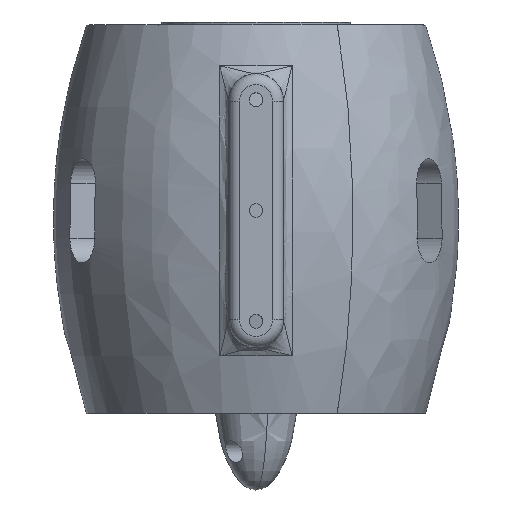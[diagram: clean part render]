
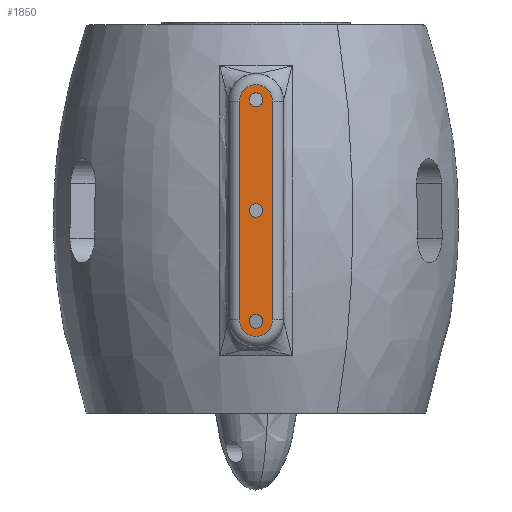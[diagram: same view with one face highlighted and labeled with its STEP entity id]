
A CAD part, top view. The second image highlights one B-rep face of the part: STEP entity #1850.
In plain terms, the highlighted planar face has unit normal (0, 0, 1).
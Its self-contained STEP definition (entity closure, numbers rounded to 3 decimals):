
#1707=CARTESIAN_POINT('Vertex',(-1.25,20.25,43.5)) ;
#1710=CARTESIAN_POINT('Axis2P3D Location',(0.,20.25,43.5)) ;
#1714=CARTESIAN_POINT('Vertex',(1.25,20.25,43.5)) ;
#1743=CARTESIAN_POINT('Axis2P3D Location',(0.,20.25,43.5)) ;
#1755=CARTESIAN_POINT('Axis2P3D Location',(0.,0.,43.5)) ;
#1760=CARTESIAN_POINT('Axis2P3D Location',(0.,-20.,43.5)) ;
#1764=CARTESIAN_POINT('Vertex',(3.,-20.,43.5)) ;
#1766=CARTESIAN_POINT('Vertex',(0.,-23.,43.5)) ;
#1769=CARTESIAN_POINT('Line Origine',(3.,0.,43.5)) ;
#1773=CARTESIAN_POINT('Vertex',(3.,20.,43.5)) ;
#1776=CARTESIAN_POINT('Axis2P3D Location',(0.,20.,43.5)) ;
#1780=CARTESIAN_POINT('Vertex',(0.,23.,43.5)) ;
#1783=CARTESIAN_POINT('Axis2P3D Location',(0.,20.,43.5)) ;
#1787=CARTESIAN_POINT('Vertex',(-3.,20.,43.5)) ;
#1790=CARTESIAN_POINT('Line Origine',(-3.,0.,43.5)) ;
#1794=CARTESIAN_POINT('Vertex',(-3.,-20.,43.5)) ;
#1797=CARTESIAN_POINT('Axis2P3D Location',(0.,-20.,43.5)) ;
#1814=CARTESIAN_POINT('Axis2P3D Location',(0.,-20.25,43.5)) ;
#1818=CARTESIAN_POINT('Vertex',(-1.25,-20.25,43.5)) ;
#1820=CARTESIAN_POINT('Vertex',(1.25,-20.25,43.5)) ;
#1823=CARTESIAN_POINT('Axis2P3D Location',(0.,-20.25,43.5)) ;
#1832=CARTESIAN_POINT('Axis2P3D Location',(0.,0.,43.5)) ;
#1836=CARTESIAN_POINT('Vertex',(-1.25,0.,43.5)) ;
#1838=CARTESIAN_POINT('Vertex',(1.25,0.,43.5)) ;
#1841=CARTESIAN_POINT('Axis2P3D Location',(0.,0.,43.5)) ;
#1711=DIRECTION('Axis2P3D Direction',(0.,0.,1.)) ;
#1744=DIRECTION('Axis2P3D Direction',(0.,0.,1.)) ;
#1756=DIRECTION('Axis2P3D Direction',(0.,0.,1.)) ;
#1757=DIRECTION('Axis2P3D XDirection',(1.,0.,0.)) ;
#1761=DIRECTION('Axis2P3D Direction',(0.,0.,1.)) ;
#1770=DIRECTION('Vector Direction',(0.,1.,0.)) ;
#1777=DIRECTION('Axis2P3D Direction',(0.,0.,1.)) ;
#1784=DIRECTION('Axis2P3D Direction',(0.,0.,1.)) ;
#1791=DIRECTION('Vector Direction',(0.,-1.,0.)) ;
#1798=DIRECTION('Axis2P3D Direction',(0.,0.,1.)) ;
#1815=DIRECTION('Axis2P3D Direction',(0.,0.,1.)) ;
#1824=DIRECTION('Axis2P3D Direction',(0.,0.,1.)) ;
#1833=DIRECTION('Axis2P3D Direction',(0.,0.,1.)) ;
#1842=DIRECTION('Axis2P3D Direction',(0.,0.,1.)) ;
#1712=AXIS2_PLACEMENT_3D('Circle Axis2P3D',#1710,#1711,$) ;
#1745=AXIS2_PLACEMENT_3D('Circle Axis2P3D',#1743,#1744,$) ;
#1758=AXIS2_PLACEMENT_3D('Plane Axis2P3D',#1755,#1756,#1757) ;
#1762=AXIS2_PLACEMENT_3D('Circle Axis2P3D',#1760,#1761,$) ;
#1778=AXIS2_PLACEMENT_3D('Circle Axis2P3D',#1776,#1777,$) ;
#1785=AXIS2_PLACEMENT_3D('Circle Axis2P3D',#1783,#1784,$) ;
#1799=AXIS2_PLACEMENT_3D('Circle Axis2P3D',#1797,#1798,$) ;
#1816=AXIS2_PLACEMENT_3D('Circle Axis2P3D',#1814,#1815,$) ;
#1825=AXIS2_PLACEMENT_3D('Circle Axis2P3D',#1823,#1824,$) ;
#1834=AXIS2_PLACEMENT_3D('Circle Axis2P3D',#1832,#1833,$) ;
#1843=AXIS2_PLACEMENT_3D('Circle Axis2P3D',#1841,#1842,$) ;
#1803=ORIENTED_EDGE('',*,*,#1768,.F.) ;
#1804=ORIENTED_EDGE('',*,*,#1775,.F.) ;
#1805=ORIENTED_EDGE('',*,*,#1782,.F.) ;
#1806=ORIENTED_EDGE('',*,*,#1789,.F.) ;
#1807=ORIENTED_EDGE('',*,*,#1796,.F.) ;
#1808=ORIENTED_EDGE('',*,*,#1801,.F.) ;
#1811=ORIENTED_EDGE('',*,*,#1716,.F.) ;
#1812=ORIENTED_EDGE('',*,*,#1747,.F.) ;
#1829=ORIENTED_EDGE('',*,*,#1822,.F.) ;
#1830=ORIENTED_EDGE('',*,*,#1827,.F.) ;
#1847=ORIENTED_EDGE('',*,*,#1840,.F.) ;
#1848=ORIENTED_EDGE('',*,*,#1845,.F.) ;
#1813=FACE_BOUND('',#1810,.T.) ;
#1831=FACE_BOUND('',#1828,.T.) ;
#1849=FACE_BOUND('',#1846,.T.) ;
#1771=VECTOR('Line Direction',#1770,1.) ;
#1792=VECTOR('Line Direction',#1791,1.) ;
#1850=ADVANCED_FACE('\X2\96F64EF651E04F554F53\X0\',(#1809,#1813,#1831,#1849),#1759,.T.) ;
#1713=CIRCLE('generated circle',#1712,1.25) ;
#1746=CIRCLE('generated circle',#1745,1.25) ;
#1763=CIRCLE('generated circle',#1762,3.) ;
#1779=CIRCLE('generated circle',#1778,3.) ;
#1786=CIRCLE('generated circle',#1785,3.) ;
#1800=CIRCLE('generated circle',#1799,3.) ;
#1817=CIRCLE('generated circle',#1816,1.25) ;
#1826=CIRCLE('generated circle',#1825,1.25) ;
#1835=CIRCLE('generated circle',#1834,1.25) ;
#1844=CIRCLE('generated circle',#1843,1.25) ;
#1716=EDGE_CURVE('',#1708,#1715,#1713,.T.) ;
#1747=EDGE_CURVE('',#1715,#1708,#1746,.T.) ;
#1768=EDGE_CURVE('',#1765,#1767,#1763,.F.) ;
#1775=EDGE_CURVE('',#1774,#1765,#1772,.F.) ;
#1782=EDGE_CURVE('',#1781,#1774,#1779,.F.) ;
#1789=EDGE_CURVE('',#1788,#1781,#1786,.F.) ;
#1796=EDGE_CURVE('',#1795,#1788,#1793,.F.) ;
#1801=EDGE_CURVE('',#1767,#1795,#1800,.F.) ;
#1822=EDGE_CURVE('',#1819,#1821,#1817,.T.) ;
#1827=EDGE_CURVE('',#1821,#1819,#1826,.T.) ;
#1840=EDGE_CURVE('',#1837,#1839,#1835,.T.) ;
#1845=EDGE_CURVE('',#1839,#1837,#1844,.T.) ;
#1802=EDGE_LOOP('',(#1803,#1804,#1805,#1806,#1807,#1808)) ;
#1810=EDGE_LOOP('',(#1811,#1812)) ;
#1828=EDGE_LOOP('',(#1829,#1830)) ;
#1846=EDGE_LOOP('',(#1847,#1848)) ;
#1809=FACE_OUTER_BOUND('',#1802,.T.) ;
#1772=LINE('Line',#1769,#1771) ;
#1793=LINE('Line',#1790,#1792) ;
#1759=PLANE('',#1758) ;
#1708=VERTEX_POINT('',#1707) ;
#1715=VERTEX_POINT('',#1714) ;
#1765=VERTEX_POINT('',#1764) ;
#1767=VERTEX_POINT('',#1766) ;
#1774=VERTEX_POINT('',#1773) ;
#1781=VERTEX_POINT('',#1780) ;
#1788=VERTEX_POINT('',#1787) ;
#1795=VERTEX_POINT('',#1794) ;
#1819=VERTEX_POINT('',#1818) ;
#1821=VERTEX_POINT('',#1820) ;
#1837=VERTEX_POINT('',#1836) ;
#1839=VERTEX_POINT('',#1838) ;
